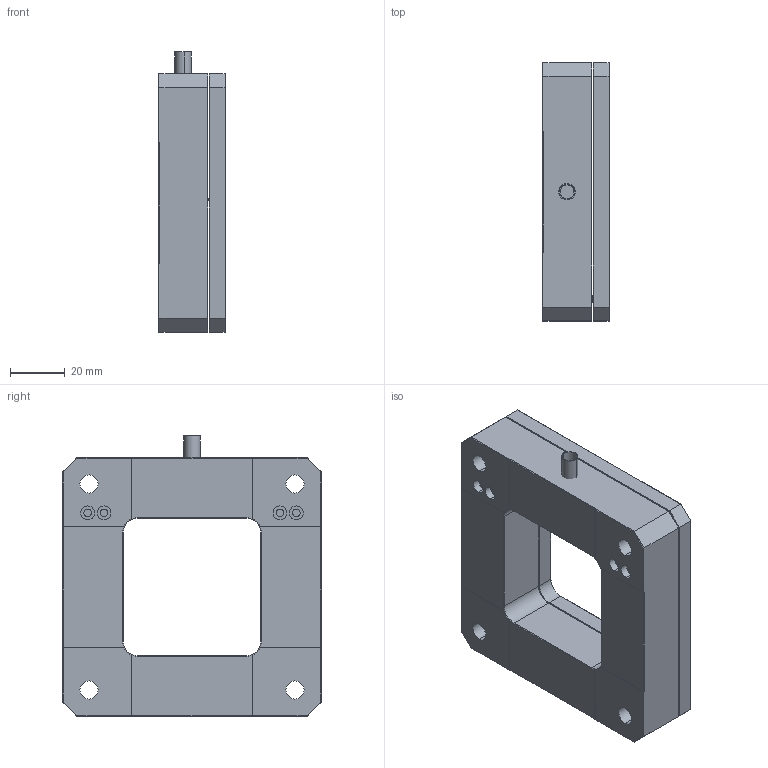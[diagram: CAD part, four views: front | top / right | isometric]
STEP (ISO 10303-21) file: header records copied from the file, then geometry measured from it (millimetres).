
FILE_DESCRIPTION (( 'STEP AP203' ), '1' );
FILE_NAME ('XD107外形三维图-23.04.17.STEP', '2023-04-17T06:31:50', ( '' ), ( '' ), 'SwSTEP 2.0', 'SolidWorks 2016', '' );
FILE_SCHEMA (( 'CONFIG_CONTROL_DESIGN' ));
Length unit declared in the file: millimetre
Products named in the file (1): XD107外形三维图-23.04.17
Bounding box: 24.5 x 94 x 102 mm (x, y, z)
Surface area: 36322.9 mm2 (no closed solid volume)
Topology: 0 solids, 3 shells, 165 faces, 495 edges, 334 vertices
Faces by surface type: plane 77, cylinder 64, cone 24
Entity records: 5741 total; most frequent: CARTESIAN_POINT 1043, DIRECTION 1003, ORIENTED_EDGE 883, EDGE_CURVE 495, AXIS2_PLACEMENT_3D 358, VERTEX_POINT 334, VECTOR 287, LINE 287
